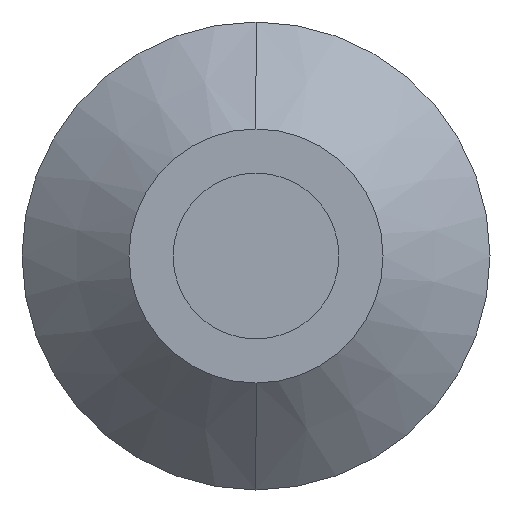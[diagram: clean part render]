
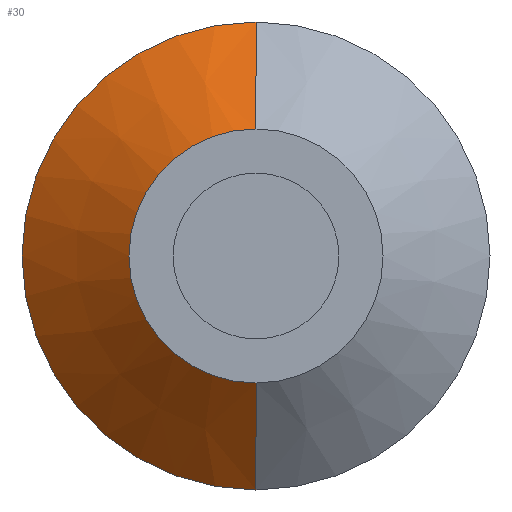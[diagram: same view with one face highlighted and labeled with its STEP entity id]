
A CAD part, left-side view. The second image highlights one B-rep face of the part: STEP entity #30.
In plain terms, the highlighted conical face has half-angle 48.814 degrees and reference radius 4.75 mm.
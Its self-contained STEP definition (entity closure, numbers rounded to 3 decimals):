
#1 = EDGE_LOOP ( 'NONE', ( #3, #87, #25, #52 ) ) ;
#3 = ORIENTED_EDGE ( 'NONE', *, *, #299, .T. ) ;
#15 = LINE ( 'NONE', #55, #133 ) ;
#17 = DIRECTION ( 'NONE',  ( 1., 0., 0. ) ) ;
#25 = ORIENTED_EDGE ( 'NONE', *, *, #348, .F. ) ;
#30 = ADVANCED_FACE ( 'NONE', ( #174 ), #270, .T. ) ;
#33 = CIRCLE ( 'NONE', #187, 4.75 ) ;
#40 = DIRECTION ( 'NONE',  ( 1., 0., 0. ) ) ;
#42 = CARTESIAN_POINT ( 'NONE',  ( -0.5, 0., 0. ) ) ;
#52 = ORIENTED_EDGE ( 'NONE', *, *, #186, .F. ) ;
#55 = CARTESIAN_POINT ( 'NONE',  ( -4., 0., 4.75 ) ) ;
#59 = CARTESIAN_POINT ( 'NONE',  ( -4., 0., -4.75 ) ) ;
#66 = AXIS2_PLACEMENT_3D ( 'NONE', #286, #40, #148 ) ;
#87 = ORIENTED_EDGE ( 'NONE', *, *, #89, .T. ) ;
#89 = EDGE_CURVE ( 'NONE', #305, #192, #15, .T. ) ;
#96 = CARTESIAN_POINT ( 'NONE',  ( -0.5, 0., -8.75 ) ) ;
#109 = AXIS2_PLACEMENT_3D ( 'NONE', #42, #150, #262 ) ;
#114 = CARTESIAN_POINT ( 'NONE',  ( -4., 0., -4.75 ) ) ;
#129 = DIRECTION ( 'NONE',  ( 0., 0., -1. ) ) ;
#133 = VECTOR ( 'NONE', #166, 1000. ) ;
#136 = VERTEX_POINT ( 'NONE', #114 ) ;
#148 = DIRECTION ( 'NONE',  ( 0., 0., -1. ) ) ;
#150 = DIRECTION ( 'NONE',  ( 1., 0., 0. ) ) ;
#166 = DIRECTION ( 'NONE',  ( 0.659, 0., 0.753 ) ) ;
#169 = DIRECTION ( 'NONE',  ( 0.659, 0., -0.753 ) ) ;
#174 = FACE_OUTER_BOUND ( 'NONE', #1, .T. ) ;
#186 = EDGE_CURVE ( 'NONE', #136, #253, #307, .T. ) ;
#187 = AXIS2_PLACEMENT_3D ( 'NONE', #264, #17, #129 ) ;
#192 = VERTEX_POINT ( 'NONE', #280 ) ;
#208 = CIRCLE ( 'NONE', #109, 8.75 ) ;
#231 = VECTOR ( 'NONE', #169, 1000. ) ;
#240 = CARTESIAN_POINT ( 'NONE',  ( -4., 0., 4.75 ) ) ;
#253 = VERTEX_POINT ( 'NONE', #96 ) ;
#262 = DIRECTION ( 'NONE',  ( 0., 0., -1. ) ) ;
#264 = CARTESIAN_POINT ( 'NONE',  ( -4., 0., 0. ) ) ;
#270 = CONICAL_SURFACE ( 'NONE', #66, 4.75, 0.852 ) ;
#280 = CARTESIAN_POINT ( 'NONE',  ( -0.5, 0., 8.75 ) ) ;
#286 = CARTESIAN_POINT ( 'NONE',  ( -4., 0., 0. ) ) ;
#299 = EDGE_CURVE ( 'NONE', #136, #305, #33, .T. ) ;
#305 = VERTEX_POINT ( 'NONE', #240 ) ;
#307 = LINE ( 'NONE', #59, #231 ) ;
#348 = EDGE_CURVE ( 'NONE', #253, #192, #208, .T. ) ;
